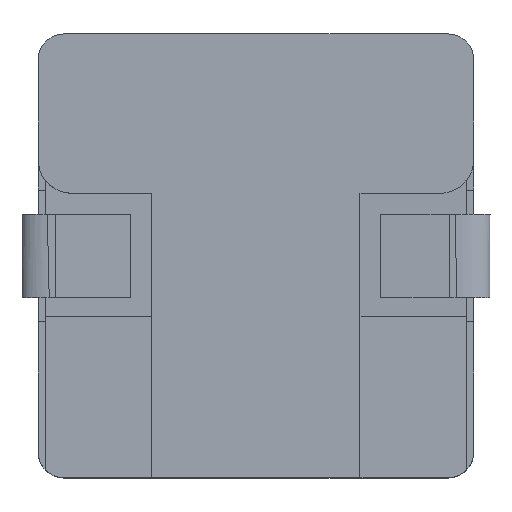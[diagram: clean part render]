
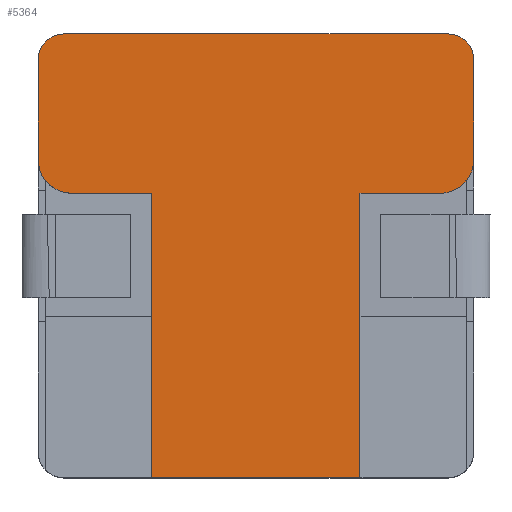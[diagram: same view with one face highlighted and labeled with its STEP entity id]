
A CAD part, top view. The second image highlights one B-rep face of the part: STEP entity #5364.
In plain terms, the highlighted planar face has unit normal (0, 0, 1).
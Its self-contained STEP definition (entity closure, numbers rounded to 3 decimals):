
#33=CIRCLE('',#5581,0.7);
#34=CIRCLE('',#5582,0.7);
#82=(
BOUNDED_CURVE()
B_SPLINE_CURVE(3,(#7174,#7175,#7176,#7177),.CIRCULAR_ARC.,.F.,.F.)
B_SPLINE_CURVE_WITH_KNOTS((4,4),(0.,1.),.UNSPECIFIED.)
CURVE()
GEOMETRIC_REPRESENTATION_ITEM()
RATIONAL_B_SPLINE_CURVE((1.,0.805,0.805,1.))
REPRESENTATION_ITEM('')
);
#85=(
BOUNDED_CURVE()
B_SPLINE_CURVE(3,(#7279,#7280,#7281,#7282),.CIRCULAR_ARC.,.F.,.F.)
B_SPLINE_CURVE_WITH_KNOTS((4,4),(0.,1.),.UNSPECIFIED.)
CURVE()
GEOMETRIC_REPRESENTATION_ITEM()
RATIONAL_B_SPLINE_CURVE((1.,0.805,0.805,1.))
REPRESENTATION_ITEM('')
);
#526=ORIENTED_EDGE('',*,*,#1572,.F.);
#527=ORIENTED_EDGE('',*,*,#1573,.T.);
#528=ORIENTED_EDGE('',*,*,#1574,.F.);
#529=ORIENTED_EDGE('',*,*,#1575,.T.);
#530=ORIENTED_EDGE('',*,*,#1576,.F.);
#531=ORIENTED_EDGE('',*,*,#1526,.F.);
#532=ORIENTED_EDGE('',*,*,#1479,.F.);
#533=ORIENTED_EDGE('',*,*,#1546,.F.);
#534=ORIENTED_EDGE('',*,*,#1577,.F.);
#535=ORIENTED_EDGE('',*,*,#1548,.F.);
#536=ORIENTED_EDGE('',*,*,#1476,.F.);
#537=ORIENTED_EDGE('',*,*,#1571,.F.);
#1476=EDGE_CURVE('',#2033,#2032,#2408,.T.);
#1479=EDGE_CURVE('',#2035,#2034,#2411,.T.);
#1526=EDGE_CURVE('',#2034,#2073,#82,.T.);
#1546=EDGE_CURVE('',#2085,#2035,#2466,.T.);
#1548=EDGE_CURVE('',#2032,#2086,#2468,.T.);
#1571=EDGE_CURVE('',#2098,#2033,#85,.T.);
#1572=EDGE_CURVE('',#2099,#2098,#2488,.T.);
#1573=EDGE_CURVE('',#2099,#2100,#33,.F.);
#1574=EDGE_CURVE('',#2101,#2100,#2489,.T.);
#1575=EDGE_CURVE('',#2101,#2102,#34,.F.);
#1576=EDGE_CURVE('',#2073,#2102,#2490,.T.);
#1577=EDGE_CURVE('',#2086,#2085,#2491,.T.);
#2032=VERTEX_POINT('',#6829);
#2033=VERTEX_POINT('',#6831);
#2034=VERTEX_POINT('',#6835);
#2035=VERTEX_POINT('',#6837);
#2073=VERTEX_POINT('',#7178);
#2085=VERTEX_POINT('',#7220);
#2086=VERTEX_POINT('',#7224);
#2098=VERTEX_POINT('',#7278);
#2099=VERTEX_POINT('',#7285);
#2100=VERTEX_POINT('',#7287);
#2101=VERTEX_POINT('',#7289);
#2102=VERTEX_POINT('',#7291);
#2408=LINE('',#6832,#2793);
#2411=LINE('',#6838,#2796);
#2466=LINE('',#7219,#2851);
#2468=LINE('',#7223,#2853);
#2488=LINE('',#7284,#2873);
#2489=LINE('',#7288,#2874);
#2490=LINE('',#7292,#2875);
#2491=LINE('',#7293,#2876);
#2793=VECTOR('',#5825,1000.);
#2796=VECTOR('',#5830,1000.);
#2851=VECTOR('',#5913,1000.);
#2853=VECTOR('',#5917,1000.);
#2873=VECTOR('',#5957,1000.);
#2874=VECTOR('',#5960,1000.);
#2875=VECTOR('',#5963,1000.);
#2876=VECTOR('',#5964,1000.);
#3181=EDGE_LOOP('',(#526,#527,#528,#529,#530,#531,#532,#533,#534,#535,#536,
#537));
#3424=FACE_BOUND('',#3181,.T.);
#3649=PLANE('',#5580);
#5364=ADVANCED_FACE('',(#3424),#3649,.F.);
#5580=AXIS2_PLACEMENT_3D('',#7283,#5955,#5956);
#5581=AXIS2_PLACEMENT_3D('',#7286,#5958,#5959);
#5582=AXIS2_PLACEMENT_3D('',#7290,#5961,#5962);
#5825=DIRECTION('',(-1.,0.,0.));
#5830=DIRECTION('',(-1.,0.,0.));
#5913=DIRECTION('',(0.,1.,0.));
#5917=DIRECTION('',(0.,-1.,0.));
#5955=DIRECTION('',(0.,0.,-1.));
#5956=DIRECTION('',(0.,1.,0.));
#5957=DIRECTION('',(0.,-1.,0.));
#5958=DIRECTION('',(0.,0.,-1.));
#5959=DIRECTION('',(0.,1.,0.));
#5960=DIRECTION('',(1.,0.,0.));
#5961=DIRECTION('',(0.,0.,-1.));
#5962=DIRECTION('',(0.,1.,0.));
#5963=DIRECTION('',(0.,1.,0.));
#5964=DIRECTION('',(-1.,0.,0.));
#6829=CARTESIAN_POINT('',(2.862,1.721,4.421));
#6831=CARTESIAN_POINT('',(5.051,1.721,4.421));
#6832=CARTESIAN_POINT('',(5.051,1.721,4.421));
#6835=CARTESIAN_POINT('',(-5.051,1.721,4.421));
#6837=CARTESIAN_POINT('',(-2.862,1.721,4.421));
#6838=CARTESIAN_POINT('',(-2.432,1.721,4.421));
#7174=CARTESIAN_POINT('',(-5.051,1.721,4.421));
#7175=CARTESIAN_POINT('',(-5.599,1.721,4.421));
#7176=CARTESIAN_POINT('',(-5.986,2.096,4.421));
#7177=CARTESIAN_POINT('',(-5.986,2.626,4.421));
#7178=CARTESIAN_POINT('',(-5.986,2.626,4.421));
#7219=CARTESIAN_POINT('',(-2.862,-5.796,4.421));
#7220=CARTESIAN_POINT('',(-2.862,-6.103,4.421));
#7223=CARTESIAN_POINT('',(2.862,1.721,4.421));
#7224=CARTESIAN_POINT('',(2.862,-6.103,4.421));
#7278=CARTESIAN_POINT('',(5.986,2.626,4.421));
#7279=CARTESIAN_POINT('',(5.986,2.626,4.421));
#7280=CARTESIAN_POINT('',(5.986,2.096,4.421));
#7281=CARTESIAN_POINT('',(5.599,1.721,4.421));
#7282=CARTESIAN_POINT('',(5.051,1.721,4.421));
#7283=CARTESIAN_POINT('',(-5.051,2.626,4.421));
#7284=CARTESIAN_POINT('',(5.986,2.626,4.421));
#7285=CARTESIAN_POINT('',(5.986,5.403,4.421));
#7286=CARTESIAN_POINT('',(5.286,5.403,4.421));
#7287=CARTESIAN_POINT('',(5.286,6.103,4.421));
#7288=CARTESIAN_POINT('',(5.051,6.103,4.421));
#7289=CARTESIAN_POINT('',(-5.286,6.103,4.421));
#7290=CARTESIAN_POINT('',(-5.286,5.403,4.421));
#7291=CARTESIAN_POINT('',(-5.986,5.403,4.421));
#7292=CARTESIAN_POINT('',(-5.986,4.89,4.421));
#7293=CARTESIAN_POINT('',(-4.864,-6.103,4.421));
